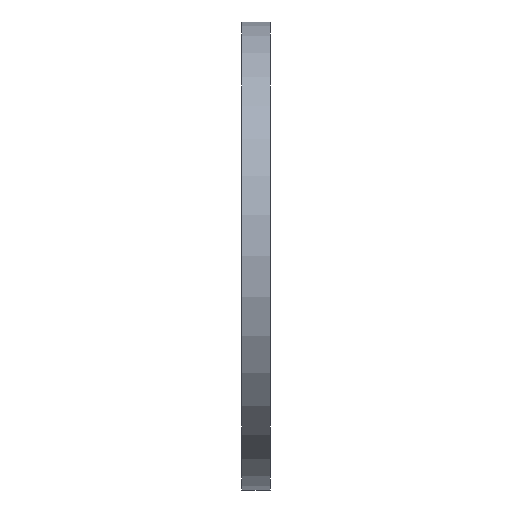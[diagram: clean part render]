
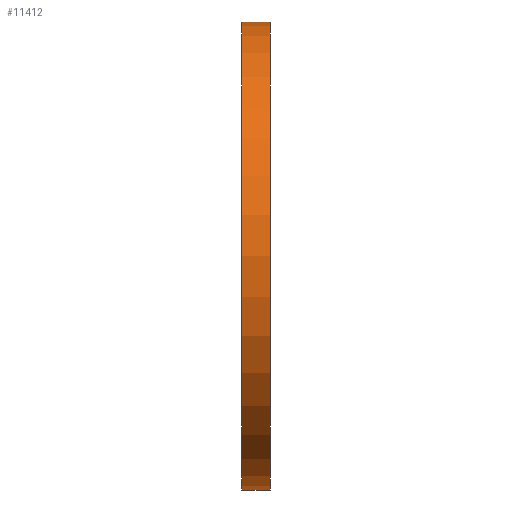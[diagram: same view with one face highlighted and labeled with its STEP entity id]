
A CAD part, left-side view. The second image highlights one B-rep face of the part: STEP entity #11412.
In plain terms, the highlighted cylindrical face has radius 50 mm (diameter 100 mm), a partial arc.
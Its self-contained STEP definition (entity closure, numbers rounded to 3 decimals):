
#189 = ORIENTED_EDGE ( 'NONE', *, *, #931, .T. ) ;
#226 = DIRECTION ( 'NONE',  ( 0., 0., 1. ) ) ;
#613 = EDGE_CURVE ( 'NONE', #3628, #2033, #4192, .T. ) ;
#816 = CARTESIAN_POINT ( 'NONE',  ( 0., 6., 0. ) ) ;
#931 = EDGE_CURVE ( 'NONE', #8066, #1587, #3717, .T. ) ;
#1360 = CARTESIAN_POINT ( 'NONE',  ( 0., 6., -50. ) ) ;
#1587 = VERTEX_POINT ( 'NONE', #3432 ) ;
#1832 = CARTESIAN_POINT ( 'NONE',  ( 0., 6., 0. ) ) ;
#2033 = VERTEX_POINT ( 'NONE', #2680 ) ;
#2680 = CARTESIAN_POINT ( 'NONE',  ( 0., 0., 50. ) ) ;
#3432 = CARTESIAN_POINT ( 'NONE',  ( 0., 0., -50. ) ) ;
#3512 = DIRECTION ( 'NONE',  ( 0., 1., 0. ) ) ;
#3628 = VERTEX_POINT ( 'NONE', #11001 ) ;
#3669 = AXIS2_PLACEMENT_3D ( 'NONE', #816, #6866, #9584 ) ;
#3717 = LINE ( 'NONE', #1360, #9955 ) ;
#4192 = LINE ( 'NONE', #4214, #6817 ) ;
#4214 = CARTESIAN_POINT ( 'NONE',  ( 0., 6., 50. ) ) ;
#4515 = DIRECTION ( 'NONE',  ( 0., 0., 1. ) ) ;
#5046 = EDGE_CURVE ( 'NONE', #8066, #3628, #6048, .T. ) ;
#5457 = CARTESIAN_POINT ( 'NONE',  ( 0., 0., 0. ) ) ;
#5685 = CYLINDRICAL_SURFACE ( 'NONE', #3669, 50. ) ;
#5748 = EDGE_CURVE ( 'NONE', #1587, #2033, #5753, .T. ) ;
#5753 = CIRCLE ( 'NONE', #10802, 50. ) ;
#5974 = FACE_OUTER_BOUND ( 'NONE', #11284, .T. ) ;
#6048 = CIRCLE ( 'NONE', #9054, 50. ) ;
#6817 = VECTOR ( 'NONE', #6881, 1000. ) ;
#6866 = DIRECTION ( 'NONE',  ( 0., -1., 0. ) ) ;
#6881 = DIRECTION ( 'NONE',  ( 0., -1., 0. ) ) ;
#7077 = ORIENTED_EDGE ( 'NONE', *, *, #5748, .T. ) ;
#7430 = CARTESIAN_POINT ( 'NONE',  ( 0., 6., -50. ) ) ;
#7643 = DIRECTION ( 'NONE',  ( 0., -1., 0. ) ) ;
#8066 = VERTEX_POINT ( 'NONE', #7430 ) ;
#8996 = DIRECTION ( 'NONE',  ( 0., 1., 0. ) ) ;
#9054 = AXIS2_PLACEMENT_3D ( 'NONE', #1832, #3512, #4515 ) ;
#9584 = DIRECTION ( 'NONE',  ( 0., 0., -1. ) ) ;
#9615 = ORIENTED_EDGE ( 'NONE', *, *, #613, .F. ) ;
#9955 = VECTOR ( 'NONE', #7643, 1000. ) ;
#10802 = AXIS2_PLACEMENT_3D ( 'NONE', #5457, #8996, #226 ) ;
#11001 = CARTESIAN_POINT ( 'NONE',  ( 0., 6., 50. ) ) ;
#11103 = ORIENTED_EDGE ( 'NONE', *, *, #5046, .F. ) ;
#11284 = EDGE_LOOP ( 'NONE', ( #9615, #11103, #189, #7077 ) ) ;
#11412 = ADVANCED_FACE ( 'NONE', ( #5974 ), #5685, .T. ) ;
